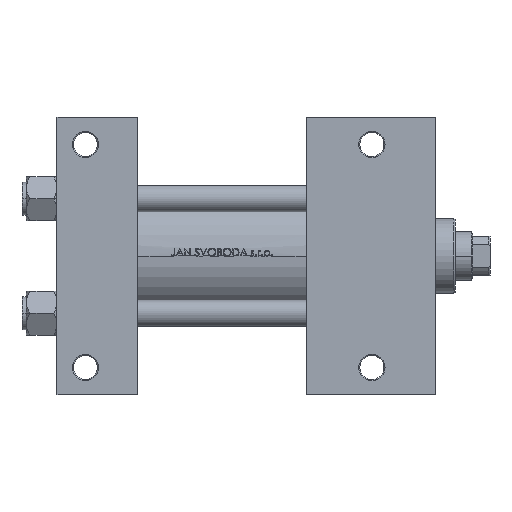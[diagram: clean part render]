
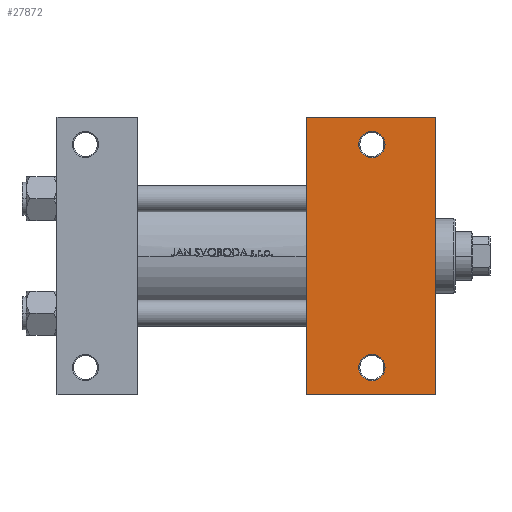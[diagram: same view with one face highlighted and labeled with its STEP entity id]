
A CAD part, front view. The second image highlights one B-rep face of the part: STEP entity #27872.
In plain terms, the highlighted face is planar.
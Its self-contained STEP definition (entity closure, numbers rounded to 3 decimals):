
#1192 = CARTESIAN_POINT ( 'NONE',  ( 144., -51., -37.5 ) ) ;
#1417 = DIRECTION ( 'NONE',  ( 0., 0., 1. ) ) ;
#2605 = VECTOR ( 'NONE', #12765, 1000. ) ;
#4209 = EDGE_LOOP ( 'NONE', ( #9031, #25915 ) ) ;
#5009 = CARTESIAN_POINT ( 'NONE',  ( 173., 37.5, -37.5 ) ) ;
#5676 = CARTESIAN_POINT ( 'NONE',  ( 149.999, 51., -37.5 ) ) ;
#5952 = ORIENTED_EDGE ( 'NONE', *, *, #36231, .T. ) ;
#6365 = CIRCLE ( 'NONE', #7178, 5.999 ) ;
#6394 = CARTESIAN_POINT ( 'NONE',  ( 138.001, 51., -37.5 ) ) ;
#6518 = VERTEX_POINT ( 'NONE', #21419 ) ;
#6800 = CARTESIAN_POINT ( 'NONE',  ( 173., 63.5, -37.5 ) ) ;
#7178 = AXIS2_PLACEMENT_3D ( 'NONE', #42524, #1417, #19867 ) ;
#7351 = VECTOR ( 'NONE', #19219, 1000. ) ;
#8690 = CARTESIAN_POINT ( 'NONE',  ( 144., -51., -37.5 ) ) ;
#8992 = FACE_BOUND ( 'NONE', #16499, .T. ) ;
#9031 = ORIENTED_EDGE ( 'NONE', *, *, #27087, .T. ) ;
#10810 = DIRECTION ( 'NONE',  ( 1., 0., 0. ) ) ;
#10882 = ORIENTED_EDGE ( 'NONE', *, *, #27267, .T. ) ;
#10962 = CARTESIAN_POINT ( 'NONE',  ( 144., 51., -37.5 ) ) ;
#11528 = EDGE_CURVE ( 'NONE', #17607, #38994, #44876, .T. ) ;
#12010 = ORIENTED_EDGE ( 'NONE', *, *, #30385, .T. ) ;
#12765 = DIRECTION ( 'NONE',  ( 0., -1., 0. ) ) ;
#12852 = CARTESIAN_POINT ( 'NONE',  ( 173., -63.5, -37.5 ) ) ;
#13747 = EDGE_LOOP ( 'NONE', ( #49164, #40254, #12010, #23034 ) ) ;
#15884 = CARTESIAN_POINT ( 'NONE',  ( 114., 63.5, -37.5 ) ) ;
#16499 = EDGE_LOOP ( 'NONE', ( #10882, #5952 ) ) ;
#17356 = VERTEX_POINT ( 'NONE', #5676 ) ;
#17607 = VERTEX_POINT ( 'NONE', #12852 ) ;
#19219 = DIRECTION ( 'NONE',  ( 0., -1., 0. ) ) ;
#19867 = DIRECTION ( 'NONE',  ( -1., 0., 0. ) ) ;
#19979 = CIRCLE ( 'NONE', #21593, 5.999 ) ;
#20654 = DIRECTION ( 'NONE',  ( -1., 0., 0. ) ) ;
#20687 = EDGE_CURVE ( 'NONE', #17356, #25747, #6365, .T. ) ;
#20735 = VERTEX_POINT ( 'NONE', #15884 ) ;
#21016 = CIRCLE ( 'NONE', #24183, 5.999 ) ;
#21419 = CARTESIAN_POINT ( 'NONE',  ( 149.999, -51., -37.5 ) ) ;
#21593 = AXIS2_PLACEMENT_3D ( 'NONE', #10962, #22418, #36877 ) ;
#22031 = CARTESIAN_POINT ( 'NONE',  ( 114., 63.5, -37.5 ) ) ;
#22418 = DIRECTION ( 'NONE',  ( 0., 0., 1. ) ) ;
#22509 = CARTESIAN_POINT ( 'NONE',  ( 114., -63.5, -37.5 ) ) ;
#23034 = ORIENTED_EDGE ( 'NONE', *, *, #11528, .T. ) ;
#24183 = AXIS2_PLACEMENT_3D ( 'NONE', #1192, #27628, #31373 ) ;
#24394 = DIRECTION ( 'NONE',  ( 0., 0., 1. ) ) ;
#25747 = VERTEX_POINT ( 'NONE', #6394 ) ;
#25915 = ORIENTED_EDGE ( 'NONE', *, *, #20687, .T. ) ;
#26387 = CIRCLE ( 'NONE', #32761, 5.999 ) ;
#26688 = CARTESIAN_POINT ( 'NONE',  ( 114., -63.5, -37.5 ) ) ;
#27087 = EDGE_CURVE ( 'NONE', #25747, #17356, #19979, .T. ) ;
#27221 = VERTEX_POINT ( 'NONE', #35596 ) ;
#27267 = EDGE_CURVE ( 'NONE', #27221, #6518, #26387, .T. ) ;
#27628 = DIRECTION ( 'NONE',  ( 0., 0., 1. ) ) ;
#27707 = LINE ( 'NONE', #5009, #7351 ) ;
#27872 = ADVANCED_FACE ( 'NONE', ( #47827, #8992, #31938 ), #28439, .T. ) ;
#27944 = CARTESIAN_POINT ( 'NONE',  ( 173., 37.5, -37.5 ) ) ;
#28439 = PLANE ( 'NONE',  #47048 ) ;
#29507 = LINE ( 'NONE', #22031, #41607 ) ;
#30385 = EDGE_CURVE ( 'NONE', #44614, #17607, #27707, .T. ) ;
#31373 = DIRECTION ( 'NONE',  ( -1., 0., 0. ) ) ;
#31938 = FACE_OUTER_BOUND ( 'NONE', #13747, .T. ) ;
#32187 = DIRECTION ( 'NONE',  ( 0., 0., -1. ) ) ;
#32462 = LINE ( 'NONE', #46871, #2605 ) ;
#32761 = AXIS2_PLACEMENT_3D ( 'NONE', #8690, #24394, #20654 ) ;
#35596 = CARTESIAN_POINT ( 'NONE',  ( 138.001, -51., -37.5 ) ) ;
#36231 = EDGE_CURVE ( 'NONE', #6518, #27221, #21016, .T. ) ;
#36877 = DIRECTION ( 'NONE',  ( -1., 0., 0. ) ) ;
#38124 = DIRECTION ( 'NONE',  ( -1., 0., 0. ) ) ;
#38994 = VERTEX_POINT ( 'NONE', #22509 ) ;
#40254 = ORIENTED_EDGE ( 'NONE', *, *, #46556, .T. ) ;
#40367 = DIRECTION ( 'NONE',  ( -1., 0., 0. ) ) ;
#41101 = VECTOR ( 'NONE', #38124, 1000. ) ;
#41607 = VECTOR ( 'NONE', #10810, 1000. ) ;
#42524 = CARTESIAN_POINT ( 'NONE',  ( 144., 51., -37.5 ) ) ;
#44614 = VERTEX_POINT ( 'NONE', #6800 ) ;
#44876 = LINE ( 'NONE', #26688, #41101 ) ;
#46556 = EDGE_CURVE ( 'NONE', #20735, #44614, #29507, .T. ) ;
#46664 = EDGE_CURVE ( 'NONE', #20735, #38994, #32462, .T. ) ;
#46871 = CARTESIAN_POINT ( 'NONE',  ( 114., 37.5, -37.5 ) ) ;
#47048 = AXIS2_PLACEMENT_3D ( 'NONE', #27944, #32187, #40367 ) ;
#47827 = FACE_BOUND ( 'NONE', #4209, .T. ) ;
#49164 = ORIENTED_EDGE ( 'NONE', *, *, #46664, .F. ) ;
